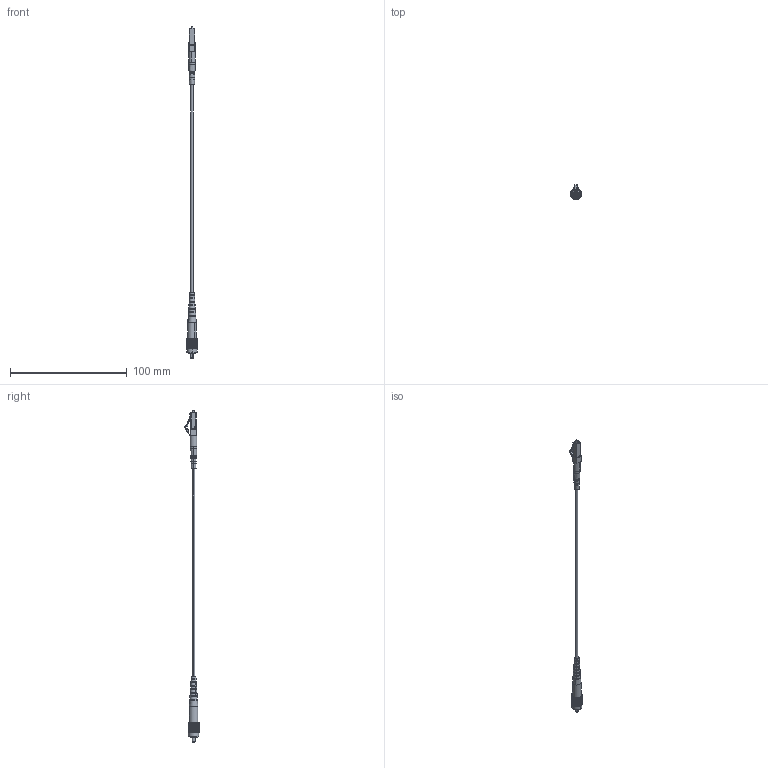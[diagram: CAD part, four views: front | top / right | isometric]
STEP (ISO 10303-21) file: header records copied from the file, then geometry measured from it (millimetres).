
FILE_DESCRIPTION (( 'STEP AP203' ), '1' );
FILE_NAME ('FCA-S2SR-LCAFCA_3D.STEP', '2021-10-04T20:19:40', ( '' ), ( '' ), 'SwSTEP 2.0', 'SolidWorks 2021', '' );
FILE_SCHEMA (( 'CONFIG_CONTROL_DESIGN' ));
Length unit declared in the file: inch
Products named in the file (8): Fiber Coax^FCA-S2SR-LCAFCA; 1AF02-003-MA2^1AF02-003_FCA-S2SR-LCAFCA; FCA-S2SR-LCAFCA_3D; 1AF01-002-MA2^1AF01-002_FCA-S2SR-LCAFCA; 1AF01-002^FCA-S2SR-LCAFCA; 1AF02-003^FCA-S2SR-LCAFCA; 1AF01-002-MA1^1AF01-002_FCA-S2SR-LCAFCA; 1AF02-003-MA1^1AF02-003_FCA-S2SR-LCAFCA
Assembly tree (7 placements, depth 3):
  FCA-S2SR-LCAFCA_3D
    Fiber Coax^FCA-S2SR-LCAFCA
    1AF02-003^FCA-S2SR-LCAFCA
      1AF02-003-MA1^1AF02-003_FCA-S2SR-LCAFCA
      1AF02-003-MA2^1AF02-003_FCA-S2SR-LCAFCA
    1AF01-002^FCA-S2SR-LCAFCA
      1AF01-002-MA1^1AF01-002_FCA-S2SR-LCAFCA
      1AF01-002-MA2^1AF01-002_FCA-S2SR-LCAFCA
Bounding box: 9.52 x 12.24 x 284.66 mm (x, y, z)
Volume: 2570.3 mm3; surface area: 5351.7 mm2
Topology: 6 solids, 6 shells, 614 faces, 1746 edges, 1118 vertices
Faces by surface type: plane 363, cylinder 198, sphere 22, torus 18, cone 12, bspline 1
Entity records: 21154 total; most frequent: CARTESIAN_POINT 4155, ORIENTED_EDGE 3448, DIRECTION 3362, EDGE_CURVE 1724, AXIS2_PLACEMENT_3D 1135, VERTEX_POINT 1118, VECTOR 1092, LINE 1092
